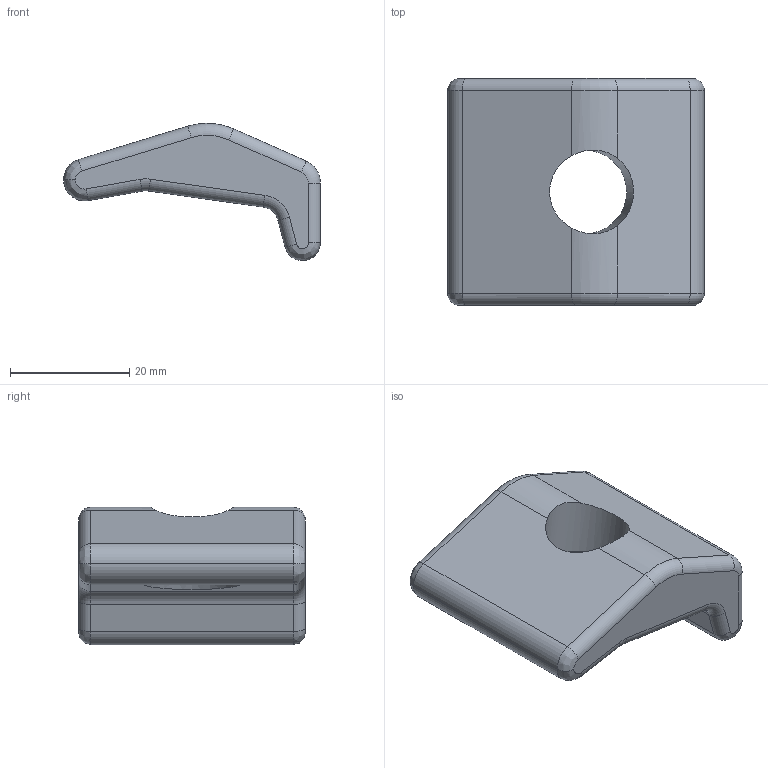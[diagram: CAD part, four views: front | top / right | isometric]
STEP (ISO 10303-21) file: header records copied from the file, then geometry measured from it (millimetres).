
FILE_DESCRIPTION(('STEP AP214'),'1');
FILE_NAME('PMH Klämmplatta 1306.stp','2013-08-13T08:31:01',(' '),(' '),'Spatial InterOp 3D',' ',' ');
FILE_SCHEMA(('automotive_design'));
Length unit declared in the file: millimetre
Products named in the file (1): PMH Profilskena klämmplatta 1306
Bounding box: 43 x 38 x 23 mm (x, y, z)
Volume: 15512.4 mm3; surface area: 5139.5 mm2
Topology: 1 solids, 1 shells, 45 faces, 106 edges, 61 vertices
Faces by surface type: cylinder 21, plane 8, torus 8, bspline 7, cone 1
Full cylindrical faces by diameter (mm): 14 x1
Entity records: 1786 total; most frequent: CARTESIAN_POINT 385, DIRECTION 232, ORIENTED_EDGE 208, EDGE_CURVE 104, AXIS2_PLACEMENT_3D 95, VERTEX_POINT 60, CIRCLE 54, FACE_OUTER_BOUND 46
